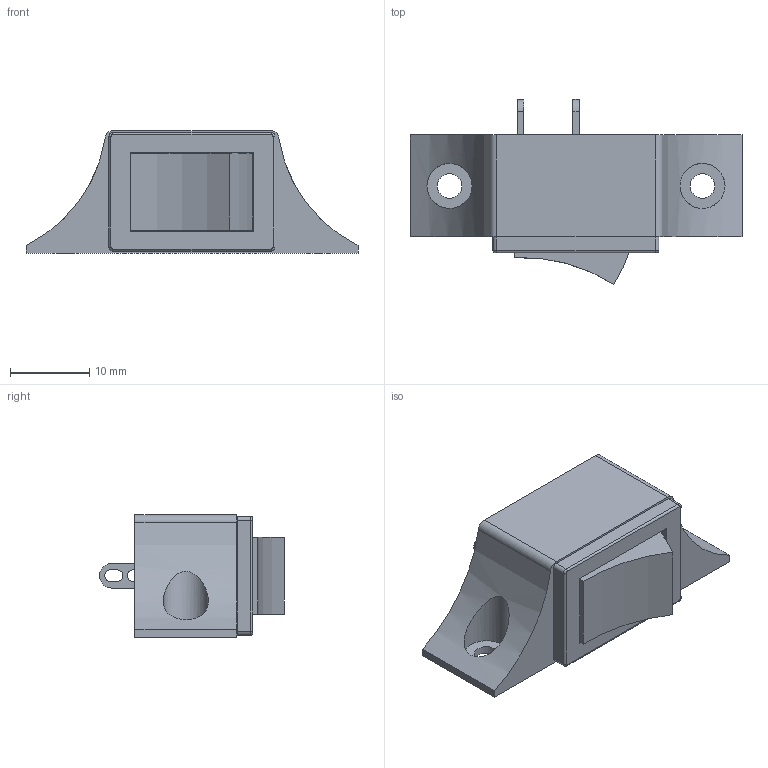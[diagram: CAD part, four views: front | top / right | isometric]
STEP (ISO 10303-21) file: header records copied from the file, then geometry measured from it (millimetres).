
FILE_DESCRIPTION(/* description */ ('STEP AP214'),/* implementation_level */ '2;1');
FILE_NAME(/* name */ 'RA12131100_with_casing.step',/* time_stamp */ '2025-03-07T03:31:54+01:00',/* author */ (''),/* organization */ (''),/* preprocessor_version */ 'ST-DEVELOPER v20',/* originating_system */ 'Autodesk Translation Framework v13.14.0.145',/* authorisation */ '');
FILE_SCHEMA (('AUTOMOTIVE_DESIGN { 1 0 10303 214 3 1 1 }'));
Length unit declared in the file: millimetre
Products named in the file (2): RA12131100; switch_casing
Assembly tree (1 placements, depth 2):
  RA12131100
    switch_casing
Bounding box: 42 x 23.4 x 15.5 mm (x, y, z)
Volume: 3796.5 mm3; surface area: 6305.6 mm2
Topology: 3 solids, 3 shells, 798 faces, 2179 edges, 1448 vertices
Faces by surface type: plane 565, bspline 190, cylinder 43
Full cylindrical faces by diameter (mm): 1.522 x2, 2 x2, 3.1 x2, 5.7 x2
Entity records: 26508 total; most frequent: CARTESIAN_POINT 7339, ORIENTED_EDGE 4358, DIRECTION 3125, EDGE_CURVE 2179, LINE 1711, VECTOR 1711, VERTEX_POINT 1448, EDGE_LOOP 881
